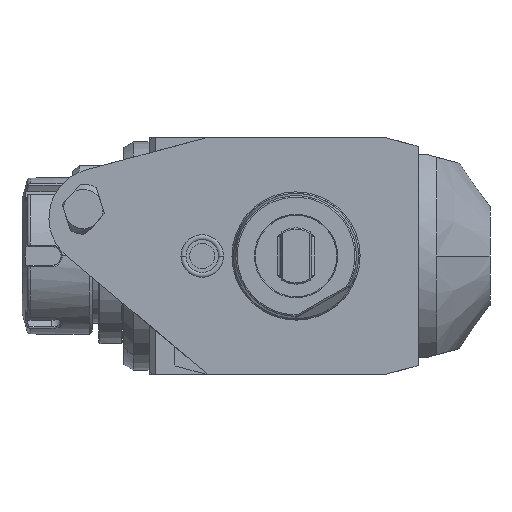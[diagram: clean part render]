
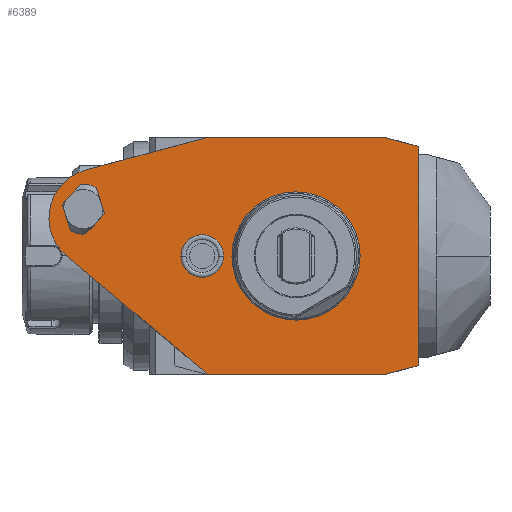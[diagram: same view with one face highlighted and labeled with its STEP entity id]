
A CAD part, front view. The second image highlights one B-rep face of the part: STEP entity #6389.
In plain terms, the highlighted planar face has unit normal (0, -1, 0).
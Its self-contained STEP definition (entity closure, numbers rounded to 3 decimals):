
#1=DIRECTION('',(-0.966,0.,-0.259));
#2=VECTOR('',#1,40.645);
#3=CARTESIAN_POINT('',(-28.,0.,38.));
#4=LINE('',#3,#2);
#5=DIRECTION('',(-1.,0.,0.));
#6=VECTOR('',#5,56.);
#7=CARTESIAN_POINT('',(28.,0.,38.));
#8=LINE('',#7,#6);
#9=DIRECTION('',(-0.966,0.,0.259));
#10=VECTOR('',#9,11.388);
#11=CARTESIAN_POINT('',(39.,0.,35.053));
#12=LINE('',#11,#10);
#13=DIRECTION('',(0.,0.,1.));
#14=VECTOR('',#13,70.105);
#15=CARTESIAN_POINT('',(39.,0.,-35.053));
#16=LINE('',#15,#14);
#17=DIRECTION('',(0.966,0.,0.259));
#18=VECTOR('',#17,11.388);
#19=CARTESIAN_POINT('',(28.,0.,-38.));
#20=LINE('',#19,#18);
#21=DIRECTION('',(1.,0.,0.));
#22=VECTOR('',#21,56.);
#23=CARTESIAN_POINT('',(-28.,0.,-38.));
#24=LINE('',#23,#22);
#25=DIRECTION('',(0.766,0.,-0.643));
#26=VECTOR('',#25,59.19);
#27=CARTESIAN_POINT('',(-73.342,0.,0.046));
#28=LINE('',#27,#26);
#29=CARTESIAN_POINT('',(-63.16,0.,12.18));
#30=DIRECTION('',(0.,-1.,0.));
#31=DIRECTION('',(-0.259,0.,0.966));
#32=AXIS2_PLACEMENT_3D('',#29,#30,#31);
#34=CARTESIAN_POINT('',(-30.,0.,0.));
#35=DIRECTION('',(0.,1.,0.));
#36=DIRECTION('',(-1.,0.,0.));
#37=AXIS2_PLACEMENT_3D('',#34,#35,#36);
#39=CARTESIAN_POINT('',(-30.,0.,0.));
#40=DIRECTION('',(0.,1.,0.));
#41=DIRECTION('',(1.,0.,0.));
#42=AXIS2_PLACEMENT_3D('',#39,#40,#41);
#4018=CARTESIAN_POINT('',(-68.,0.,15.));
#4019=DIRECTION('',(0.,-1.,0.));
#4020=DIRECTION('',(-0.515,0.,-0.857));
#4021=AXIS2_PLACEMENT_3D('',#4018,#4019,#4020);
#4031=DIRECTION('',(-0.302,0.,0.953));
#4032=VECTOR('',#4031,8.756);
#4033=CARTESIAN_POINT('',(-72.124,0.,8.145));
#4034=LINE('',#4033,#4032);
#4035=DIRECTION('',(0.675,0.,0.738));
#4036=VECTOR('',#4035,8.756);
#4037=CARTESIAN_POINT('',(-74.766,0.,16.492));
#4038=LINE('',#4037,#4036);
#4043=CARTESIAN_POINT('',(-68.,0.,15.));
#4044=DIRECTION('',(0.,-1.,0.));
#4045=DIRECTION('',(0.515,0.,0.857));
#4046=AXIS2_PLACEMENT_3D('',#4043,#4044,#4045);
#4056=DIRECTION('',(0.302,0.,-0.953));
#4057=VECTOR('',#4056,8.756);
#4058=CARTESIAN_POINT('',(-63.876,0.,21.855));
#4059=LINE('',#4058,#4057);
#4060=DIRECTION('',(-0.675,0.,-0.738));
#4061=VECTOR('',#4060,8.756);
#4062=CARTESIAN_POINT('',(-61.234,0.,13.508));
#4063=LINE('',#4062,#4061);
#4202=CARTESIAN_POINT('',(0.,0.,0.));
#4203=DIRECTION('',(0.,1.,0.));
#4204=DIRECTION('',(1.,0.,0.));
#4205=AXIS2_PLACEMENT_3D('',#4202,#4203,#4204);
#4207=CARTESIAN_POINT('',(0.,0.,0.));
#4208=DIRECTION('',(0.,1.,0.));
#4209=DIRECTION('',(-1.,0.,0.));
#4210=AXIS2_PLACEMENT_3D('',#4207,#4208,#4209);
#5775=CARTESIAN_POINT('',(-36.8,0.,0.));
#5776=CARTESIAN_POINT('',(-23.2,0.,0.));
#5777=VERTEX_POINT('',#5775);
#5778=VERTEX_POINT('',#5776);
#6153=CARTESIAN_POINT('',(-28.,0.,-38.));
#6154=CARTESIAN_POINT('',(28.,0.,-38.));
#6155=VERTEX_POINT('',#6153);
#6156=VERTEX_POINT('',#6154);
#6157=CARTESIAN_POINT('',(39.,0.,-35.053));
#6158=VERTEX_POINT('',#6157);
#6159=CARTESIAN_POINT('',(39.,0.,35.053));
#6160=VERTEX_POINT('',#6159);
#6161=CARTESIAN_POINT('',(28.,0.,38.));
#6162=VERTEX_POINT('',#6161);
#6163=CARTESIAN_POINT('',(-28.,0.,38.));
#6164=VERTEX_POINT('',#6163);
#6165=CARTESIAN_POINT('',(-67.26,0.,27.48));
#6166=VERTEX_POINT('',#6165);
#6167=CARTESIAN_POINT('',(-73.342,0.,
0.046));
#6168=VERTEX_POINT('',#6167);
#6201=CARTESIAN_POINT('',(19.853,0.,0.));
#6202=CARTESIAN_POINT('',(-19.853,0.,0.));
#6203=VERTEX_POINT('',#6201);
#6204=VERTEX_POINT('',#6202);
#6213=CARTESIAN_POINT('',(-72.124,0.,8.145));
#6214=CARTESIAN_POINT('',(-67.143,0.,7.046));
#6215=VERTEX_POINT('',#6213);
#6216=VERTEX_POINT('',#6214);
#6217=CARTESIAN_POINT('',(-63.876,0.,21.855));
#6218=CARTESIAN_POINT('',(-68.857,0.,22.954));
#6219=VERTEX_POINT('',#6217);
#6220=VERTEX_POINT('',#6218);
#6221=CARTESIAN_POINT('',(-61.234,0.,13.508));
#6222=VERTEX_POINT('',#6221);
#6223=CARTESIAN_POINT('',(-74.766,0.,16.492));
#6224=VERTEX_POINT('',#6223);
#6340=CARTESIAN_POINT('',(0.,0.,0.));
#6341=DIRECTION('',(0.,-1.,0.));
#6342=DIRECTION('',(-1.,0.,0.));
#6343=AXIS2_PLACEMENT_3D('',#6340,#6341,#6342);
#6344=PLANE('',#6343);
#6346=ORIENTED_EDGE('',*,*,#6345,.F.);
#6348=ORIENTED_EDGE('',*,*,#6347,.F.);
#6350=ORIENTED_EDGE('',*,*,#6349,.F.);
#6352=ORIENTED_EDGE('',*,*,#6351,.F.);
#6354=ORIENTED_EDGE('',*,*,#6353,.F.);
#6356=ORIENTED_EDGE('',*,*,#6355,.F.);
#6358=ORIENTED_EDGE('',*,*,#6357,.F.);
#6360=ORIENTED_EDGE('',*,*,#6359,.F.);
#6361=EDGE_LOOP('',(#6346,#6348,#6350,#6352,#6354,#6356,#6358,#6360));
#6362=FACE_OUTER_BOUND('',#6361,.F.);
#6364=ORIENTED_EDGE('',*,*,#6363,.T.);
#6366=ORIENTED_EDGE('',*,*,#6365,.F.);
#6368=ORIENTED_EDGE('',*,*,#6367,.F.);
#6370=ORIENTED_EDGE('',*,*,#6369,.T.);
#6372=ORIENTED_EDGE('',*,*,#6371,.F.);
#6374=ORIENTED_EDGE('',*,*,#6373,.F.);
#6375=EDGE_LOOP('',(#6364,#6366,#6368,#6370,#6372,#6374));
#6376=FACE_BOUND('',#6375,.F.);
#6378=ORIENTED_EDGE('',*,*,#6377,.F.);
#6380=ORIENTED_EDGE('',*,*,#6379,.F.);
#6381=EDGE_LOOP('',(#6378,#6380));
#6382=FACE_BOUND('',#6381,.F.);
#6384=ORIENTED_EDGE('',*,*,#6383,.F.);
#6386=ORIENTED_EDGE('',*,*,#6385,.F.);
#6387=EDGE_LOOP('',(#6384,#6386));
#6388=FACE_BOUND('',#6387,.F.);
#33=CIRCLE('',#32,15.84);
#38=CIRCLE('',#37,6.8);
#43=CIRCLE('',#42,6.8);
#4022=CIRCLE('',#4021,8.);
#4047=CIRCLE('',#4046,8.);
#4206=CIRCLE('',#4205,19.853);
#4211=CIRCLE('',#4210,19.853);
#6345=EDGE_CURVE('',#6164,#6166,#4,.T.);
#6347=EDGE_CURVE('',#6162,#6164,#8,.T.);
#6349=EDGE_CURVE('',#6160,#6162,#12,.T.);
#6351=EDGE_CURVE('',#6158,#6160,#16,.T.);
#6353=EDGE_CURVE('',#6156,#6158,#20,.T.);
#6355=EDGE_CURVE('',#6155,#6156,#24,.T.);
#6357=EDGE_CURVE('',#6168,#6155,#28,.T.);
#6359=EDGE_CURVE('',#6166,#6168,#33,.T.);
#6363=EDGE_CURVE('',#6215,#6216,#4022,.T.);
#6365=EDGE_CURVE('',#6222,#6216,#4063,.T.);
#6367=EDGE_CURVE('',#6219,#6222,#4059,.T.);
#6369=EDGE_CURVE('',#6219,#6220,#4047,.T.);
#6371=EDGE_CURVE('',#6224,#6220,#4038,.T.);
#6373=EDGE_CURVE('',#6215,#6224,#4034,.T.);
#6377=EDGE_CURVE('',#6203,#6204,#4206,.T.);
#6379=EDGE_CURVE('',#6204,#6203,#4211,.T.);
#6383=EDGE_CURVE('',#5777,#5778,#38,.T.);
#6385=EDGE_CURVE('',#5778,#5777,#43,.T.);
#6389=ADVANCED_FACE('',(#6362,#6376,#6382,#6388),#6344,.T.);
